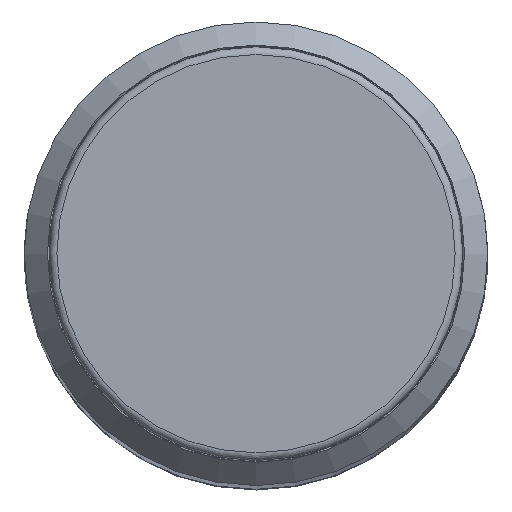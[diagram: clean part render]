
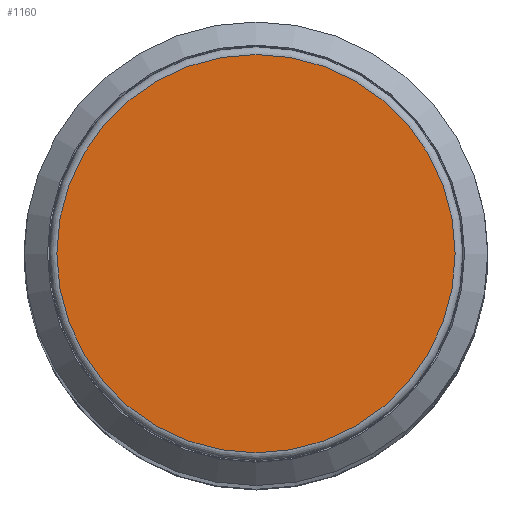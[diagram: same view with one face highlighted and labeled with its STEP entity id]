
A CAD part, top view. The second image highlights one B-rep face of the part: STEP entity #1160.
In plain terms, the highlighted planar face has unit normal (0, 0, 1).
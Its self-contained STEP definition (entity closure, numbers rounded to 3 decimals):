
#175=PLANE('',#1268);
#219=CIRCLE('',#1267,5.156);
#308=FACE_OUTER_BOUND('',#380,.T.);
#380=EDGE_LOOP('',(#929));
#538=VERTEX_POINT('',#2222);
#711=EDGE_CURVE('',#538,#538,#219,.T.);
#929=ORIENTED_EDGE('',*,*,#711,.T.);
#1160=ADVANCED_FACE('',(#308),#175,.T.);
#1267=AXIS2_PLACEMENT_3D('',#2223,#1496,#1497);
#1268=AXIS2_PLACEMENT_3D('',#2224,#1498,#1499);
#1496=DIRECTION('center_axis',(0.,0.,1.));
#1497=DIRECTION('ref_axis',(0.,1.,0.));
#1498=DIRECTION('center_axis',(0.,0.,1.));
#1499=DIRECTION('ref_axis',(0.,1.,0.));
#2222=CARTESIAN_POINT('',(0.,-5.156,70.2));
#2223=CARTESIAN_POINT('Origin',(0.,0.,70.2));
#2224=CARTESIAN_POINT('Origin',(0.,0.,70.2));
